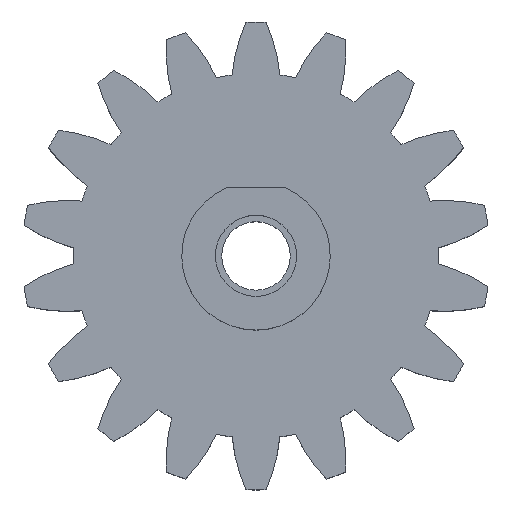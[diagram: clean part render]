
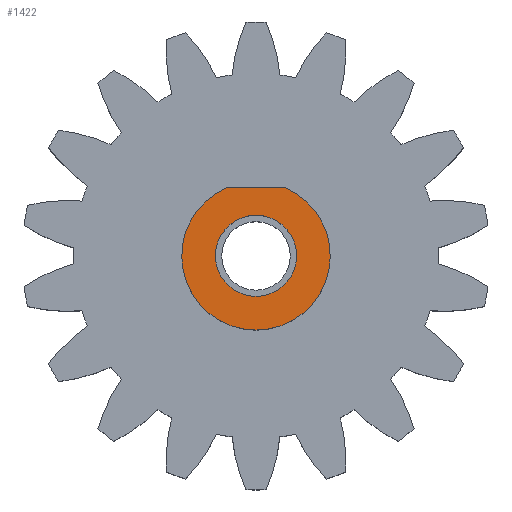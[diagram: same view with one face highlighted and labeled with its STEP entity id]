
A CAD part, top view. The second image highlights one B-rep face of the part: STEP entity #1422.
In plain terms, the highlighted planar face has unit normal (0, 0, 1).
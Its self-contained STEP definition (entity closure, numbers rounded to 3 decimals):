
#17=LINE('',#2344,#93);
#93=VECTOR('',#1767,10.);
#168=PLANE('',#1528);
#176=FACE_BOUND('',#422,.T.);
#182=CIRCLE('',#1522,3.55);
#185=CIRCLE('',#1527,6.5);
#336=FACE_OUTER_BOUND('',#421,.T.);
#421=EDGE_LOOP('',(#900,#901));
#422=EDGE_LOOP('',(#902));
#506=VERTEX_POINT('',#2333);
#510=VERTEX_POINT('',#2341);
#511=VERTEX_POINT('',#2343);
#660=EDGE_CURVE('',#506,#506,#182,.T.);
#664=EDGE_CURVE('',#511,#510,#17,.T.);
#667=EDGE_CURVE('',#510,#511,#185,.T.);
#900=ORIENTED_EDGE('',*,*,#667,.T.);
#901=ORIENTED_EDGE('',*,*,#664,.T.);
#902=ORIENTED_EDGE('',*,*,#660,.T.);
#1422=ADVANCED_FACE('',(#336,#176),#168,.T.);
#1522=AXIS2_PLACEMENT_3D('',#2334,#1759,#1760);
#1527=AXIS2_PLACEMENT_3D('',#2348,#1773,#1774);
#1528=AXIS2_PLACEMENT_3D('',#2349,#1775,#1776);
#1759=DIRECTION('center_axis',(0.,0.,-1.));
#1760=DIRECTION('ref_axis',(-1.,0.,0.));
#1767=DIRECTION('',(-1.,0.,0.));
#1773=DIRECTION('center_axis',(0.,0.,1.));
#1774=DIRECTION('ref_axis',(1.,0.,0.));
#1775=DIRECTION('center_axis',(0.,0.,1.));
#1776=DIRECTION('ref_axis',(1.,0.,0.));
#2333=CARTESIAN_POINT('',(3.55,0.,12.));
#2334=CARTESIAN_POINT('Origin',(0.,0.,12.));
#2341=CARTESIAN_POINT('',(-2.5,6.,12.));
#2343=CARTESIAN_POINT('',(2.5,6.,12.));
#2344=CARTESIAN_POINT('',(2.5,6.,12.));
#2348=CARTESIAN_POINT('Origin',(0.,0.,12.));
#2349=CARTESIAN_POINT('Origin',(0.,0.177,
12.));
